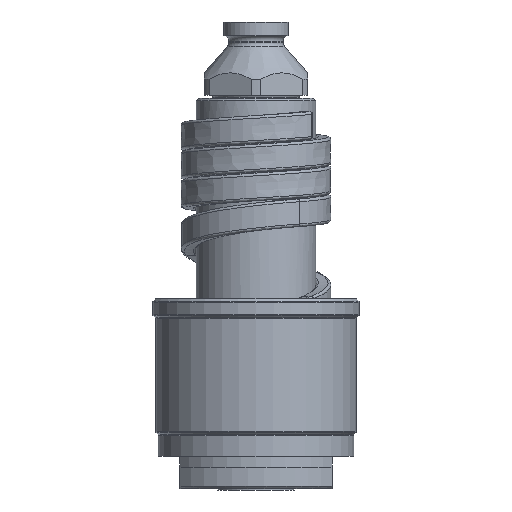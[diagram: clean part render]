
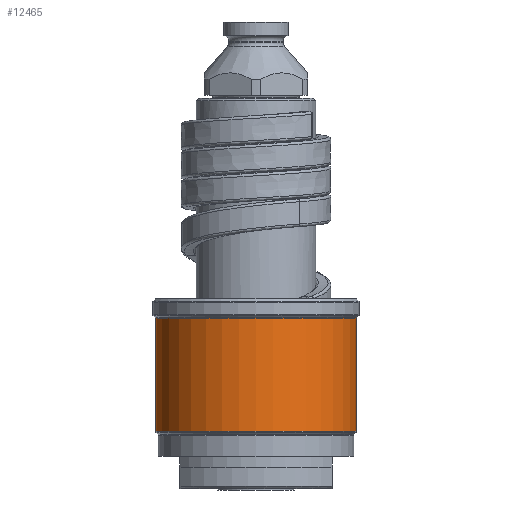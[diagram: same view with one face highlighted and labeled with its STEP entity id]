
A CAD part, front view. The second image highlights one B-rep face of the part: STEP entity #12465.
In plain terms, the highlighted cylindrical face has radius 18.5 mm (diameter 37 mm), a partial arc.
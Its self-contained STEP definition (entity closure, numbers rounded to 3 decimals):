
#4604=CARTESIAN_POINT('',(0.,0.,10.583));
#4605=DIRECTION('',(0.,0.,1.));
#4606=DIRECTION('',(-1.,0.,0.));
#4607=AXIS2_PLACEMENT_3D('',#4604,#4605,#4606);
#4609=DIRECTION('',(0.,0.,-1.));
#4610=VECTOR('',#4609,20.834);
#4611=CARTESIAN_POINT('',(-18.5,0.,31.417));
#4612=LINE('',#4611,#4610);
#4613=CARTESIAN_POINT('',(0.,0.,31.417));
#4614=DIRECTION('',(0.,0.,1.));
#4615=DIRECTION('',(-1.,0.,0.));
#4616=AXIS2_PLACEMENT_3D('',#4613,#4614,#4615);
#4618=DIRECTION('',(0.,0.,-1.));
#4619=VECTOR('',#4618,20.834);
#4620=CARTESIAN_POINT('',(18.5,0.,31.417));
#4621=LINE('',#4620,#4619);
#5279=CARTESIAN_POINT('',(18.5,0.,31.417));
#5280=CARTESIAN_POINT('',(-18.5,0.,31.417));
#5281=VERTEX_POINT('',#5279);
#5282=VERTEX_POINT('',#5280);
#5305=CARTESIAN_POINT('',(18.5,0.,10.583));
#5306=VERTEX_POINT('',#5305);
#5307=CARTESIAN_POINT('',(-18.5,0.,10.583));
#5308=VERTEX_POINT('',#5307);
#12451=CARTESIAN_POINT('',(0.,0.,8.75));
#12452=DIRECTION('',(0.,0.,1.));
#12453=DIRECTION('',(-1.,0.,0.));
#12454=AXIS2_PLACEMENT_3D('',#12451,#12452,#12453);
#12455=CYLINDRICAL_SURFACE('',#12454,18.5);
#12457=ORIENTED_EDGE('',*,*,#12456,.F.);
#12459=ORIENTED_EDGE('',*,*,#12458,.F.);
#12460=ORIENTED_EDGE('',*,*,#12441,.T.);
#12462=ORIENTED_EDGE('',*,*,#12461,.T.);
#12463=EDGE_LOOP('',(#12457,#12459,#12460,#12462));
#12464=FACE_OUTER_BOUND('',#12463,.F.);
#4608=CIRCLE('',#4607,18.5);
#4617=CIRCLE('',#4616,18.5);
#12441=EDGE_CURVE('',#5282,#5281,#4617,.T.);
#12456=EDGE_CURVE('',#5308,#5306,#4608,.T.);
#12458=EDGE_CURVE('',#5282,#5308,#4612,.T.);
#12461=EDGE_CURVE('',#5281,#5306,#4621,.T.);
#12465=ADVANCED_FACE('',(#12464),#12455,.T.);
